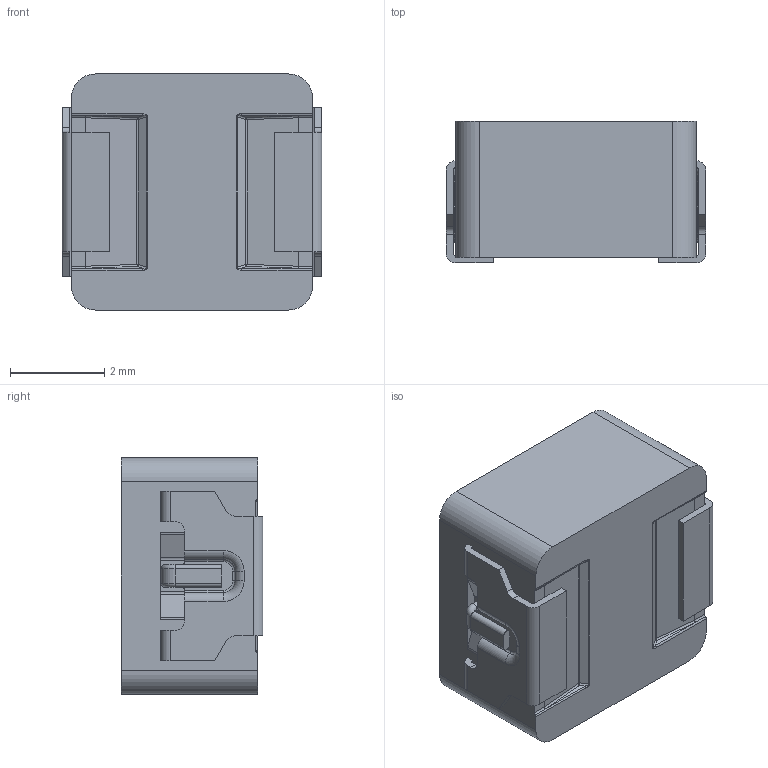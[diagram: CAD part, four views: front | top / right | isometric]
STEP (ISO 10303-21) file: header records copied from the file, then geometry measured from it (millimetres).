
FILE_DESCRIPTION (( 'STEP AP214' ), '1' );
FILE_NAME ('ETQP2R2KVP.STEP', '2017-10-27T04:05:57', ( '' ), ( '' ), 'SwSTEP 2.0', 'SolidWorks 2015', '' );
FILE_SCHEMA (( 'AUTOMOTIVE_DESIGN' ));
Length unit declared in the file: millimetre
Products named in the file (1): ETQP2R2KVP
Bounding box: 5.5 x 3 x 5 mm (x, y, z)
Volume: 74.2 mm3; surface area: 151.8 mm2
Topology: 5 solids, 5 shells, 233 faces, 614 edges, 388 vertices
Faces by surface type: cylinder 110, plane 93, torus 20, bspline 4, sphere 4, cone 2
Entity records: 9837 total; most frequent: CARTESIAN_POINT 1340, DIRECTION 1286, ORIENTED_EDGE 1212, EDGE_CURVE 606, AXIS2_PLACEMENT_3D 466, VERTEX_POINT 384, LINE 354, VECTOR 354
